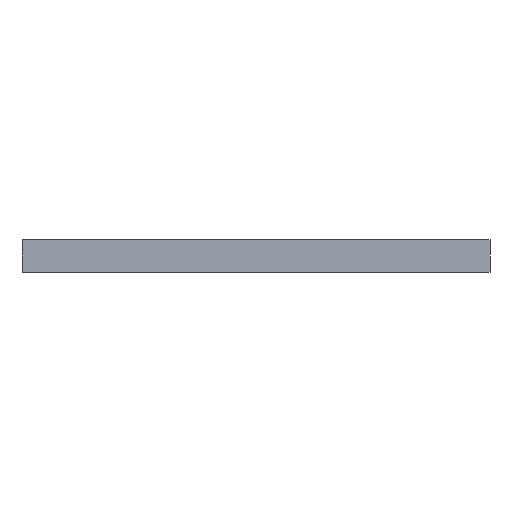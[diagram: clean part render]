
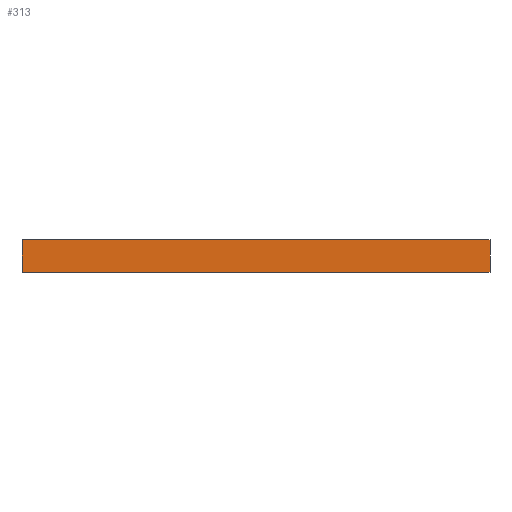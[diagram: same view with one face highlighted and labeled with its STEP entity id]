
A CAD part, left-side view. The second image highlights one B-rep face of the part: STEP entity #313.
In plain terms, the highlighted planar face has unit normal (-1, 0, 0).
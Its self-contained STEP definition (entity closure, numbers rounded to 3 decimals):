
#261=CARTESIAN_POINT('Vertex',(0.,43.5,0.)) ;
#264=CARTESIAN_POINT('Line Origine',(0.,43.5,3.)) ;
#268=CARTESIAN_POINT('Vertex',(0.,43.5,6.)) ;
#283=CARTESIAN_POINT('Axis2P3D Location',(0.,0.,0.)) ;
#288=CARTESIAN_POINT('Line Origine',(0.,0.,0.)) ;
#292=CARTESIAN_POINT('Vertex',(0.,-43.5,0.)) ;
#295=CARTESIAN_POINT('Line Origine',(0.,-43.5,3.)) ;
#299=CARTESIAN_POINT('Vertex',(0.,-43.5,6.)) ;
#302=CARTESIAN_POINT('Line Origine',(0.,0.,6.)) ;
#266=VECTOR('Line Direction',#265,1.) ;
#290=VECTOR('Line Direction',#289,1.) ;
#297=VECTOR('Line Direction',#296,1.) ;
#304=VECTOR('Line Direction',#303,1.) ;
#265=DIRECTION('Vector Direction',(0.,0.,1.)) ;
#284=DIRECTION('Axis2P3D Direction',(1.,0.,0.)) ;
#285=DIRECTION('Axis2P3D XDirection',(0.,1.,0.)) ;
#289=DIRECTION('Vector Direction',(0.,1.,0.)) ;
#296=DIRECTION('Vector Direction',(0.,0.,1.)) ;
#303=DIRECTION('Vector Direction',(0.,1.,0.)) ;
#286=AXIS2_PLACEMENT_3D('Plane Axis2P3D',#283,#284,#285) ;
#267=LINE('Line',#264,#266) ;
#291=LINE('Line',#288,#290) ;
#298=LINE('Line',#295,#297) ;
#305=LINE('Line',#302,#304) ;
#287=PLANE('',#286) ;
#270=EDGE_CURVE('',#262,#269,#267,.T.) ;
#294=EDGE_CURVE('',#293,#262,#291,.T.) ;
#301=EDGE_CURVE('',#293,#300,#298,.T.) ;
#306=EDGE_CURVE('',#300,#269,#305,.T.) ;
#308=ORIENTED_EDGE('',*,*,#270,.F.) ;
#309=ORIENTED_EDGE('',*,*,#294,.F.) ;
#310=ORIENTED_EDGE('',*,*,#301,.T.) ;
#311=ORIENTED_EDGE('',*,*,#306,.T.) ;
#307=EDGE_LOOP('',(#308,#309,#310,#311)) ;
#262=VERTEX_POINT('',#261) ;
#269=VERTEX_POINT('',#268) ;
#293=VERTEX_POINT('',#292) ;
#300=VERTEX_POINT('',#299) ;
#313=ADVANCED_FACE('PartBody',(#312),#287,.F.) ;
#312=FACE_OUTER_BOUND('',#307,.T.) ;
